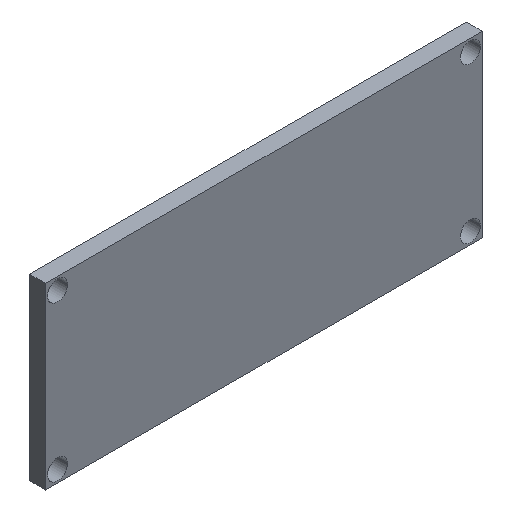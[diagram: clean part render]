
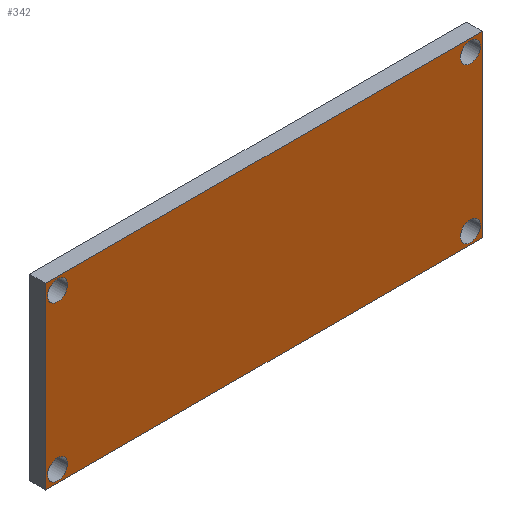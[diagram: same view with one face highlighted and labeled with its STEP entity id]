
A CAD part, isometric view. The second image highlights one B-rep face of the part: STEP entity #342.
In plain terms, the highlighted planar face has unit normal (0, -1, 0).
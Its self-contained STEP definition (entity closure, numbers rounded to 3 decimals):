
#1 = ORIENTED_EDGE ( 'NONE', *, *, #266, .T. ) ;
#2 = CARTESIAN_POINT ( 'NONE',  ( 21.85, 0., 8.95 ) ) ;
#8 = EDGE_CURVE ( 'NONE', #340, #159, #422, .T. ) ;
#11 = DIRECTION ( 'NONE',  ( 1., 0., 0. ) ) ;
#15 = DIRECTION ( 'NONE',  ( 1., 0., 0. ) ) ;
#23 = EDGE_CURVE ( 'NONE', #257, #333, #93, .T. ) ;
#30 = EDGE_CURVE ( 'NONE', #101, #287, #128, .T. ) ;
#31 = ORIENTED_EDGE ( 'NONE', *, *, #425, .T. ) ;
#39 = VERTEX_POINT ( 'NONE', #185 ) ;
#40 = DIRECTION ( 'NONE',  ( 1., 0., 0. ) ) ;
#42 = LINE ( 'NONE', #530, #272 ) ;
#43 = ORIENTED_EDGE ( 'NONE', *, *, #124, .T. ) ;
#49 = DIRECTION ( 'NONE',  ( 1., 0., 0. ) ) ;
#53 = CIRCLE ( 'NONE', #280, 1. ) ;
#54 = DIRECTION ( 'NONE',  ( 0., 1., 0. ) ) ;
#58 = AXIS2_PLACEMENT_3D ( 'NONE', #378, #414, #460 ) ;
#65 = AXIS2_PLACEMENT_3D ( 'NONE', #298, #384, #49 ) ;
#67 = DIRECTION ( 'NONE',  ( 0., 1., 0. ) ) ;
#74 = DIRECTION ( 'NONE',  ( 0., 0., -1. ) ) ;
#77 = CARTESIAN_POINT ( 'NONE',  ( 43.7, 0., 17.9 ) ) ;
#80 = CARTESIAN_POINT ( 'NONE',  ( 1.2, 0., 16.7 ) ) ;
#89 = DIRECTION ( 'NONE',  ( -1., 0., 0. ) ) ;
#93 = LINE ( 'NONE', #382, #489 ) ;
#94 = EDGE_LOOP ( 'NONE', ( #294, #99 ) ) ;
#99 = ORIENTED_EDGE ( 'NONE', *, *, #390, .T. ) ;
#101 = VERTEX_POINT ( 'NONE', #184 ) ;
#114 = DIRECTION ( 'NONE',  ( -1., 0., 0. ) ) ;
#120 = CIRCLE ( 'NONE', #365, 1. ) ;
#124 = EDGE_CURVE ( 'NONE', #137, #178, #120, .T. ) ;
#126 = ORIENTED_EDGE ( 'NONE', *, *, #30, .T. ) ;
#128 = CIRCLE ( 'NONE', #58, 1. ) ;
#133 = ORIENTED_EDGE ( 'NONE', *, *, #277, .T. ) ;
#137 = VERTEX_POINT ( 'NONE', #258 ) ;
#138 = CIRCLE ( 'NONE', #187, 1. ) ;
#144 = ORIENTED_EDGE ( 'NONE', *, *, #488, .T. ) ;
#159 = VERTEX_POINT ( 'NONE', #317 ) ;
#161 = DIRECTION ( 'NONE',  ( 0., 1., 0. ) ) ;
#164 = FACE_BOUND ( 'NONE', #449, .T. ) ;
#165 = EDGE_LOOP ( 'NONE', ( #301, #1, #259, #31 ) ) ;
#166 = FACE_OUTER_BOUND ( 'NONE', #165, .T. ) ;
#167 = ORIENTED_EDGE ( 'NONE', *, *, #389, .T. ) ;
#168 = DIRECTION ( 'NONE',  ( 0., 1., 0. ) ) ;
#169 = EDGE_CURVE ( 'NONE', #240, #332, #138, .T. ) ;
#178 = VERTEX_POINT ( 'NONE', #518 ) ;
#182 = EDGE_LOOP ( 'NONE', ( #126, #144 ) ) ;
#184 = CARTESIAN_POINT ( 'NONE',  ( 2.2, 0., 1.2 ) ) ;
#185 = CARTESIAN_POINT ( 'NONE',  ( 43.5, 0., 1.2 ) ) ;
#187 = AXIS2_PLACEMENT_3D ( 'NONE', #394, #513, #472 ) ;
#198 = CIRCLE ( 'NONE', #470, 1. ) ;
#200 = FACE_BOUND ( 'NONE', #329, .T. ) ;
#205 = FACE_BOUND ( 'NONE', #182, .T. ) ;
#226 = CARTESIAN_POINT ( 'NONE',  ( 43.7, 0., 17.9 ) ) ;
#234 = LINE ( 'NONE', #426, #410 ) ;
#238 = VECTOR ( 'NONE', #267, 1000. ) ;
#240 = VERTEX_POINT ( 'NONE', #281 ) ;
#244 = DIRECTION ( 'NONE',  ( 1., 0., 0. ) ) ;
#252 = DIRECTION ( 'NONE',  ( 0., 1., 0. ) ) ;
#257 = VERTEX_POINT ( 'NONE', #269 ) ;
#258 = CARTESIAN_POINT ( 'NONE',  ( 2.2, 0., 16.7 ) ) ;
#259 = ORIENTED_EDGE ( 'NONE', *, *, #23, .T. ) ;
#266 = EDGE_CURVE ( 'NONE', #159, #257, #234, .T. ) ;
#267 = DIRECTION ( 'NONE',  ( -1., 0., 0. ) ) ;
#269 = CARTESIAN_POINT ( 'NONE',  ( 0., 0., 0. ) ) ;
#272 = VECTOR ( 'NONE', #484, 1000. ) ;
#273 = CARTESIAN_POINT ( 'NONE',  ( 42.5, 0., 16.7 ) ) ;
#277 = EDGE_CURVE ( 'NONE', #332, #240, #53, .T. ) ;
#280 = AXIS2_PLACEMENT_3D ( 'NONE', #273, #67, #114 ) ;
#281 = CARTESIAN_POINT ( 'NONE',  ( 43.5, 0., 16.7 ) ) ;
#287 = VERTEX_POINT ( 'NONE', #405 ) ;
#292 = CARTESIAN_POINT ( 'NONE',  ( 41.5, 0., 1.2 ) ) ;
#294 = ORIENTED_EDGE ( 'NONE', *, *, #307, .T. ) ;
#298 = CARTESIAN_POINT ( 'NONE',  ( 1.2, 0., 1.2 ) ) ;
#301 = ORIENTED_EDGE ( 'NONE', *, *, #8, .T. ) ;
#307 = EDGE_CURVE ( 'NONE', #401, #39, #322, .T. ) ;
#315 = AXIS2_PLACEMENT_3D ( 'NONE', #448, #450, #400 ) ;
#317 = CARTESIAN_POINT ( 'NONE',  ( 0., 0., 17.9 ) ) ;
#322 = CIRCLE ( 'NONE', #315, 1. ) ;
#325 = PLANE ( 'NONE',  #387 ) ;
#327 = CARTESIAN_POINT ( 'NONE',  ( 41.5, 0., 16.7 ) ) ;
#328 = CARTESIAN_POINT ( 'NONE',  ( 42.5, 0., 1.2 ) ) ;
#329 = EDGE_LOOP ( 'NONE', ( #43, #167 ) ) ;
#332 = VERTEX_POINT ( 'NONE', #327 ) ;
#333 = VERTEX_POINT ( 'NONE', #526 ) ;
#340 = VERTEX_POINT ( 'NONE', #77 ) ;
#342 = ADVANCED_FACE ( 'NONE', ( #166, #205, #164, #402, #200 ), #325, .F. ) ;
#363 = CIRCLE ( 'NONE', #65, 1. ) ;
#365 = AXIS2_PLACEMENT_3D ( 'NONE', #419, #54, #15 ) ;
#378 = CARTESIAN_POINT ( 'NONE',  ( 1.2, 0., 1.2 ) ) ;
#382 = CARTESIAN_POINT ( 'NONE',  ( 0., 0., 0. ) ) ;
#384 = DIRECTION ( 'NONE',  ( 0., 1., 0. ) ) ;
#387 = AXIS2_PLACEMENT_3D ( 'NONE', #2, #168, #244 ) ;
#389 = EDGE_CURVE ( 'NONE', #178, #137, #198, .T. ) ;
#390 = EDGE_CURVE ( 'NONE', #39, #401, #524, .T. ) ;
#394 = CARTESIAN_POINT ( 'NONE',  ( 42.5, 0., 16.7 ) ) ;
#400 = DIRECTION ( 'NONE',  ( -1., 0., 0. ) ) ;
#401 = VERTEX_POINT ( 'NONE', #292 ) ;
#402 = FACE_BOUND ( 'NONE', #94, .T. ) ;
#405 = CARTESIAN_POINT ( 'NONE',  ( 0.2, 0., 1.2 ) ) ;
#410 = VECTOR ( 'NONE', #74, 1000. ) ;
#414 = DIRECTION ( 'NONE',  ( 0., 1., 0. ) ) ;
#419 = CARTESIAN_POINT ( 'NONE',  ( 1.2, 0., 16.7 ) ) ;
#422 = LINE ( 'NONE', #226, #238 ) ;
#425 = EDGE_CURVE ( 'NONE', #333, #340, #42, .T. ) ;
#426 = CARTESIAN_POINT ( 'NONE',  ( 0., 0., 17.9 ) ) ;
#448 = CARTESIAN_POINT ( 'NONE',  ( 42.5, 0., 1.2 ) ) ;
#449 = EDGE_LOOP ( 'NONE', ( #133, #531 ) ) ;
#450 = DIRECTION ( 'NONE',  ( 0., 1., 0. ) ) ;
#460 = DIRECTION ( 'NONE',  ( 1., 0., 0. ) ) ;
#470 = AXIS2_PLACEMENT_3D ( 'NONE', #80, #252, #40 ) ;
#472 = DIRECTION ( 'NONE',  ( -1., 0., 0. ) ) ;
#484 = DIRECTION ( 'NONE',  ( 0., 0., 1. ) ) ;
#488 = EDGE_CURVE ( 'NONE', #287, #101, #363, .T. ) ;
#489 = VECTOR ( 'NONE', #11, 1000. ) ;
#498 = AXIS2_PLACEMENT_3D ( 'NONE', #328, #161, #89 ) ;
#513 = DIRECTION ( 'NONE',  ( 0., 1., 0. ) ) ;
#518 = CARTESIAN_POINT ( 'NONE',  ( 0.2, 0., 16.7 ) ) ;
#524 = CIRCLE ( 'NONE', #498, 1. ) ;
#526 = CARTESIAN_POINT ( 'NONE',  ( 43.7, 0., 0. ) ) ;
#530 = CARTESIAN_POINT ( 'NONE',  ( 43.7, 0., 0. ) ) ;
#531 = ORIENTED_EDGE ( 'NONE', *, *, #169, .T. ) ;
